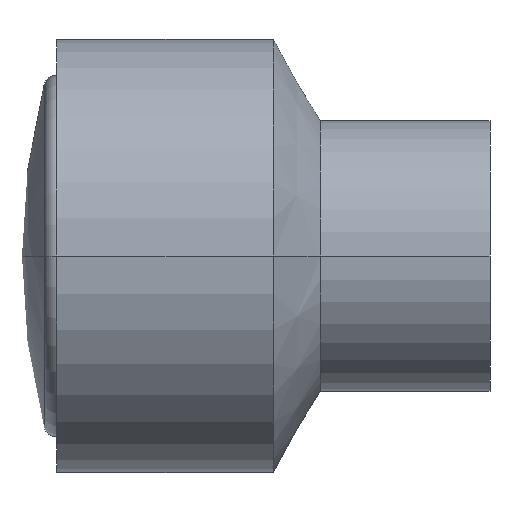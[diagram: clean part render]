
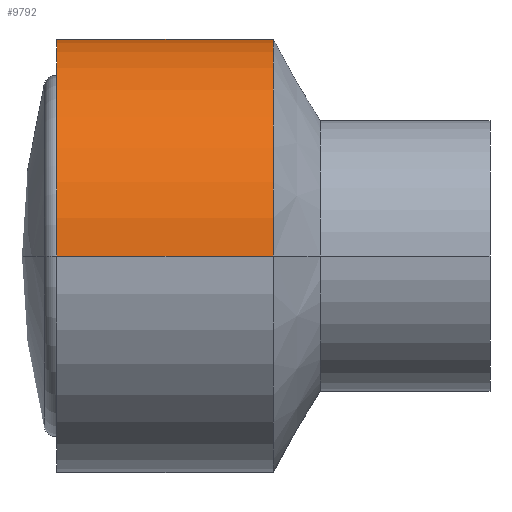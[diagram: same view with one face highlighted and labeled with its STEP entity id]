
A CAD part, left-side view. The second image highlights one B-rep face of the part: STEP entity #9792.
In plain terms, the highlighted cylindrical face has radius 12.7 mm (diameter 25.4 mm), a partial arc.
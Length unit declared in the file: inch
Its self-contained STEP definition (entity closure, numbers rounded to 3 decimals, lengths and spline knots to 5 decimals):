
#2787=CARTESIAN_POINT('',(0.,1.,0.));
#2788=DIRECTION('',(0.,1.,0.));
#2789=DIRECTION('',(1.,0.,0.));
#2790=AXIS2_PLACEMENT_3D('',#2787,#2788,#2789);
#2797=CARTESIAN_POINT('',(0.,0.5,0.));
#2798=DIRECTION('',(0.,-1.,0.));
#2799=DIRECTION('',(-1.,0.,0.));
#2800=AXIS2_PLACEMENT_3D('',#2797,#2798,#2799);
#2802=DIRECTION('',(0.,1.,0.));
#2803=VECTOR('',#2802,0.5);
#2804=CARTESIAN_POINT('',(0.5,0.5,0.));
#2805=LINE('',#2804,#2803);
#2806=DIRECTION('',(0.,1.,0.));
#2807=VECTOR('',#2806,0.0685);
#2808=CARTESIAN_POINT('',(-0.5,0.9315,0.));
#2809=LINE('',#2808,#2807);
#2810=CARTESIAN_POINT('',(-0.5,0.5685,0.));
#2811=CARTESIAN_POINT('',(-0.5,0.5685,-0.01029));
#2812=CARTESIAN_POINT('',(-0.49938,0.5702,
-0.03074));
#2813=CARTESIAN_POINT('',(-0.49649,0.57831,
-0.06166));
#2814=CARTESIAN_POINT('',(-0.492,0.59162,
-0.09057));
#2815=CARTESIAN_POINT('',(-0.48629,0.61018,
-0.11722));
#2816=CARTESIAN_POINT('',(-0.48018,0.63292,
-0.13995));
#2817=CARTESIAN_POINT('',(-0.4743,0.65971,
-0.15854));
#2818=CARTESIAN_POINT('',(-0.46962,0.68854,
-0.17174));
#2819=CARTESIAN_POINT('',(-0.46658,0.71905,
-0.17975));
#2820=CARTESIAN_POINT('',(-0.46555,0.74999,
-0.18237));
#2821=CARTESIAN_POINT('',(-0.46658,0.78095,
-0.17975));
#2822=CARTESIAN_POINT('',(-0.46962,0.81144,
-0.17175));
#2823=CARTESIAN_POINT('',(-0.4743,0.84029,
-0.15855));
#2824=CARTESIAN_POINT('',(-0.48017,0.86706,
-0.13995));
#2825=CARTESIAN_POINT('',(-0.48628,0.8898,
-0.11724));
#2826=CARTESIAN_POINT('',(-0.492,0.90837,
-0.09058));
#2827=CARTESIAN_POINT('',(-0.49649,0.92169,
-0.06167));
#2828=CARTESIAN_POINT('',(-0.49938,0.9298,
-0.03073));
#2829=CARTESIAN_POINT('',(-0.5,0.9315,-0.01028));
#2830=CARTESIAN_POINT('',(-0.5,0.9315,0.));
#2832=DIRECTION('',(0.,1.,0.));
#2833=VECTOR('',#2832,0.0685);
#2834=CARTESIAN_POINT('',(-0.5,0.5,0.));
#2835=LINE('',#2834,#2833);
#2859=CARTESIAN_POINT('',(-0.5,0.9315,0.));
#2879=CARTESIAN_POINT('',(-0.5,0.5685,0.));
#4556=VERTEX_POINT('',#2859);
#4557=VERTEX_POINT('',#2879);
#4558=CARTESIAN_POINT('',(-0.5,1.,0.));
#4559=VERTEX_POINT('',#4558);
#4582=CARTESIAN_POINT('',(0.5,1.,0.));
#4583=VERTEX_POINT('',#4582);
#4612=CARTESIAN_POINT('',(0.5,0.5,0.));
#4613=CARTESIAN_POINT('',(-0.5,0.5,0.));
#4614=VERTEX_POINT('',#4612);
#4615=VERTEX_POINT('',#4613);
#9774=CARTESIAN_POINT('',(0.,1.05,0.));
#9775=DIRECTION('',(0.,-1.,0.));
#9776=DIRECTION('',(-1.,0.,0.));
#9777=AXIS2_PLACEMENT_3D('',#9774,#9775,#9776);
#9778=CYLINDRICAL_SURFACE('',#9777,0.5);
#9780=ORIENTED_EDGE('',*,*,#9779,.T.);
#9782=ORIENTED_EDGE('',*,*,#9781,.T.);
#9783=ORIENTED_EDGE('',*,*,#9763,.T.);
#9785=ORIENTED_EDGE('',*,*,#9784,.F.);
#9787=ORIENTED_EDGE('',*,*,#9786,.F.);
#9789=ORIENTED_EDGE('',*,*,#9788,.F.);
#9790=EDGE_LOOP('',(#9780,#9782,#9783,#9785,#9787,#9789));
#9791=FACE_OUTER_BOUND('',#9790,.F.);
#9792=ADVANCED_FACE('',(#9791),#9778,.T.);
#2791=CIRCLE('',#2790,0.5);
#2801=CIRCLE('',#2800,0.5);
#2831=B_SPLINE_CURVE_WITH_KNOTS('',3,(#2810,#2811,#2812,#2813,#2814,#2815,#2816,
#2817,#2818,#2819,#2820,#2821,#2822,#2823,#2824,#2825,#2826,#2827,#2828,#2829,
#2830),.UNSPECIFIED.,.F.,.F.,(4,1,1,1,1,1,1,1,1,1,1,1,1,1,1,1,1,1,4),(0.,
0.05556,0.11111,0.16667,0.22222,
0.27778,0.33333,0.38889,0.44444,0.5,
0.55556,0.61111,0.66667,0.72222,
0.77778,0.83333,0.88889,0.94444,1.),
.UNSPECIFIED.);
#9763=EDGE_CURVE('',#4583,#4559,#2791,.T.);
#9779=EDGE_CURVE('',#4615,#4614,#2801,.T.);
#9781=EDGE_CURVE('',#4614,#4583,#2805,.T.);
#9784=EDGE_CURVE('',#4556,#4559,#2809,.T.);
#9786=EDGE_CURVE('',#4557,#4556,#2831,.T.);
#9788=EDGE_CURVE('',#4615,#4557,#2835,.T.);
